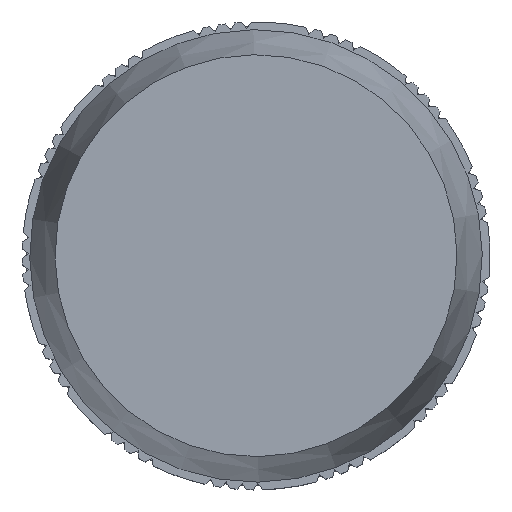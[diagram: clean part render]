
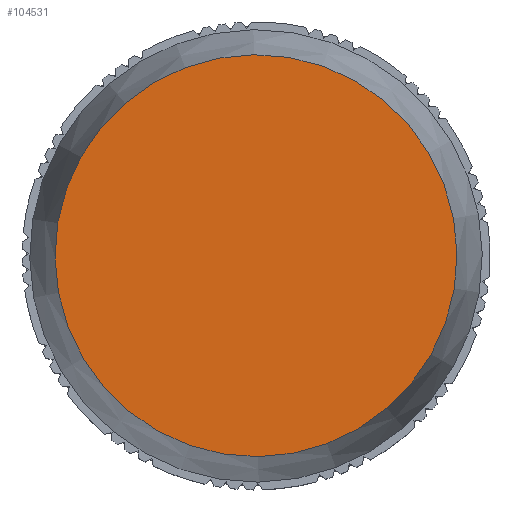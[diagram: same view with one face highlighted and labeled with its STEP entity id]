
A CAD part, top view. The second image highlights one B-rep face of the part: STEP entity #104531.
In plain terms, the highlighted planar face has unit normal (0, 0, 1).
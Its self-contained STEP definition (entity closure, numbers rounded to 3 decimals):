
#104508=CARTESIAN_POINT('',(13.1,0.0,13.85));
#104509=VERTEX_POINT('',#104508);
#104510=CARTESIAN_POINT('',(0.0,0.0,13.85));
#104511=DIRECTION('',(0.0,0.0,1.0));
#104512=DIRECTION('',(1.0,0.0,0.0));
#104513=AXIS2_PLACEMENT_3D('',#104510,#104511,#104512);
#104514=CIRCLE('',#104513,13.1);
#104515=EDGE_CURVE('',#104509,#104509,#104514,.T.);
#104523=CARTESIAN_POINT('',(6.55,0.0,13.85));
#104524=DIRECTION('',(0.0,0.0,1.0));
#104525=DIRECTION('',(1.0,0.0,0.0));
#104526=AXIS2_PLACEMENT_3D('',#104523,#104524,#104525);
#104527=PLANE('',#104526);
#104528=ORIENTED_EDGE('',*,*,#104515,.T.);
#104529=EDGE_LOOP('',(#104528));
#104530=FACE_OUTER_BOUND('',#104529,.T.);
#104531=ADVANCED_FACE('',(#104530),#104527,.T.);
